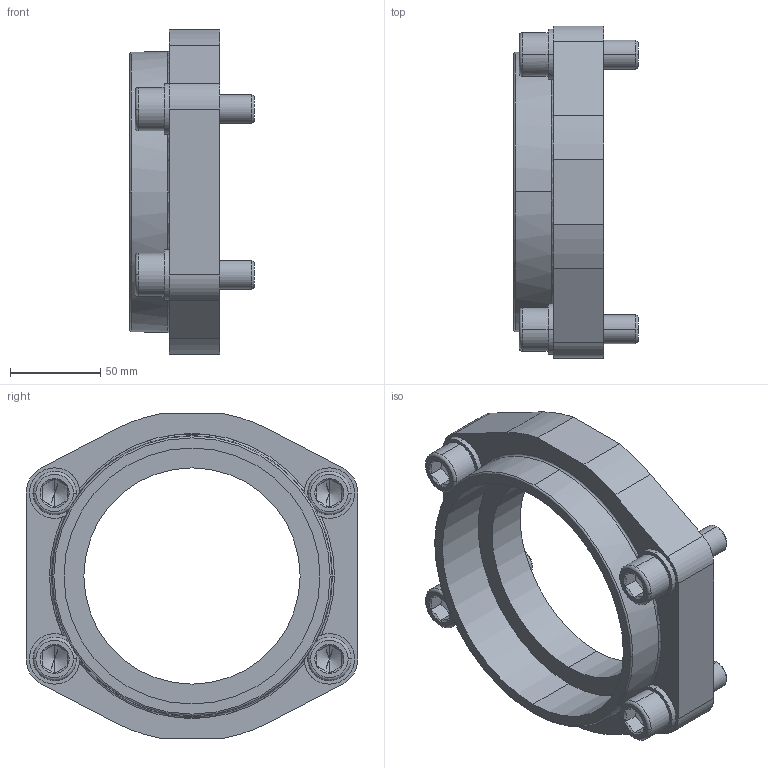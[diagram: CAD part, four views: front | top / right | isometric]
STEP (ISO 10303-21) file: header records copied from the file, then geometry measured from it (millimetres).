
FILE_DESCRIPTION(('STEP AP203'),'1');
FILE_NAME('avit_afla_127_-_3_57p15qy7ibbxo5a69j4vh7373.stp','2021-03-10T10:21:21',('TraceParts'),('TraceParts S.A.'),'Spatial InterOp 3D',' ',' ');
FILE_SCHEMA(('CONFIG_CONTROL_DESIGN'));
Length unit declared in the file: millimetre
Products named in the file (1): 1
Bounding box: 69 x 184 x 180 mm (x, y, z)
Volume: 565190.8 mm3; surface area: 93536 mm2
Topology: 1 solids, 5 shells, 174 faces, 439 edges, 277 vertices
Faces by surface type: cylinder 60, plane 56, cone 42, torus 16
Entity records: 5584 total; most frequent: CARTESIAN_POINT 1463, DIRECTION 894, ORIENTED_EDGE 862, EDGE_CURVE 431, AXIS2_PLACEMENT_3D 388, VERTEX_POINT 277, CIRCLE 213, EDGE_LOOP 194
